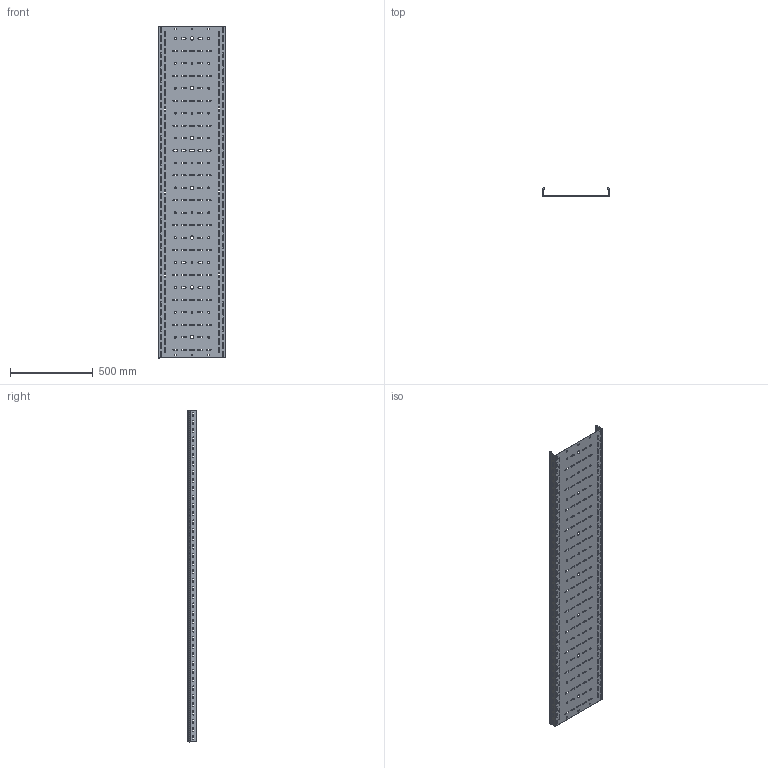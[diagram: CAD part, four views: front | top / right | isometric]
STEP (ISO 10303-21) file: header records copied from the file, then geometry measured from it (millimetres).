
FILE_DESCRIPTION (( 'STEP AP203' ), '1' );
FILE_NAME ('CLP10-050-400-200-2 Ëîòîê ïåðôîðèðîâàííûé ESCA 50õ400õ2000-2,0 IEK.STEP', '2021-10-04T08:13:27', ( '' ), ( '' ), 'SwSTEP 2.0', 'SolidWorks 2017', '' );
FILE_SCHEMA (( 'CONFIG_CONTROL_DESIGN' ));
Length unit declared in the file: millimetre
Products named in the file (1): CLP10-050-400-200-2 Ëîòîê ïåðôîðèðîâàííûé ESCA 50õ400õ2000-2,0 IEK
Bounding box: 400 x 49.97 x 2000 mm (x, y, z)
Volume: 2032457.7 mm3; surface area: 1948373.4 mm2
Topology: 1 solids, 1 shells, 1716 faces, 5142 edges, 3428 vertices
Faces by surface type: cylinder 998, plane 718
Entity records: 60155 total; most frequent: DIRECTION 10572, CARTESIAN_POINT 10287, ORIENTED_EDGE 10284, EDGE_CURVE 5142, AXIS2_PLACEMENT_3D 3713, VERTEX_POINT 3428, VECTOR 3146, LINE 3146
